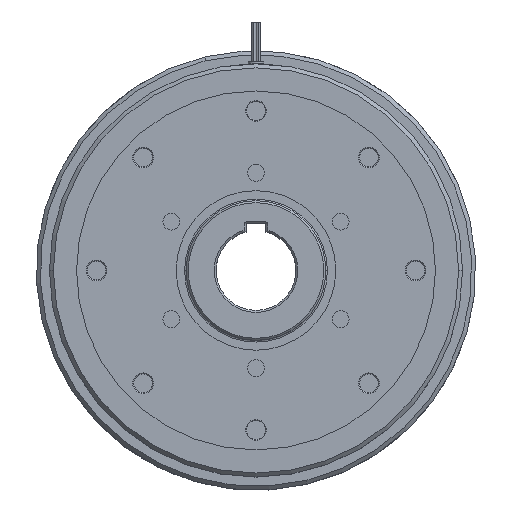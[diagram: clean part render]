
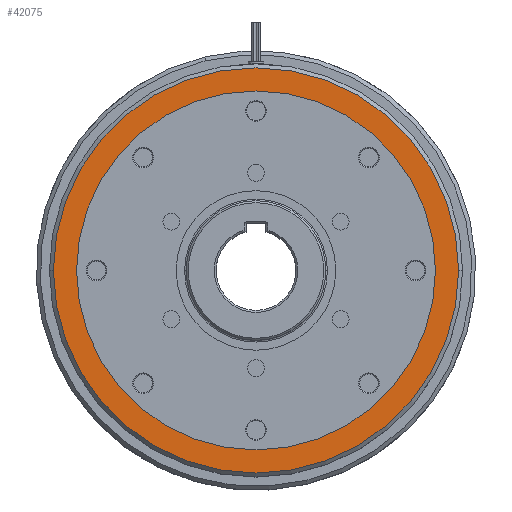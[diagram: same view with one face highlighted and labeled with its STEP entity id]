
A CAD part, top view. The second image highlights one B-rep face of the part: STEP entity #42075.
In plain terms, the highlighted planar face has unit normal (0, 0, 1).
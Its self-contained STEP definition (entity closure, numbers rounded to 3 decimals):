
#35479 = DIRECTION ( 'NONE',  ( 1., 0., 0. ) ) ;
#35481 = DIRECTION ( 'NONE',  ( 0., 0., 1. ) ) ;
#35482 = CARTESIAN_POINT ( 'NONE',  ( 0., 0., 38. ) ) ;
#35484 = AXIS2_PLACEMENT_3D ( 'NONE', #35482, #35481, #35479 ) ;
#35485 = CIRCLE ( 'NONE', #35484, 90. ) ;
#35489 = DIRECTION ( 'NONE',  ( 1., 0., 0. ) ) ;
#35490 = DIRECTION ( 'NONE',  ( 0., 0., 1. ) ) ;
#35492 = CARTESIAN_POINT ( 'NONE',  ( 0., 0., 38. ) ) ;
#35493 = AXIS2_PLACEMENT_3D ( 'NONE', #35492, #35490, #35489 ) ;
#35495 = CIRCLE ( 'NONE', #35493, 101.6 ) ;
#35574 = DIRECTION ( 'NONE',  ( 1., 0., 0. ) ) ;
#35576 = DIRECTION ( 'NONE',  ( 0., 0., 1. ) ) ;
#35577 = CARTESIAN_POINT ( 'NONE',  ( 0., 0., 38. ) ) ;
#35583 = AXIS2_PLACEMENT_3D ( 'NONE', #35577, #35576, #35574 ) ;
#35585 = PLANE ( 'NONE',  #35583 ) ;
#35586 = FACE_BOUND ( 'NONE', #42069, .T. ) ;
#35588 = FACE_OUTER_BOUND ( 'NONE', #42078, .T. ) ;
#38137 = DIRECTION ( 'NONE',  ( 1., 0., 0. ) ) ;
#38139 = DIRECTION ( 'NONE',  ( 0., 0., 1. ) ) ;
#38141 = CARTESIAN_POINT ( 'NONE',  ( 0., 0., 38. ) ) ;
#38142 = AXIS2_PLACEMENT_3D ( 'NONE', #38141, #38139, #38137 ) ;
#38143 = CIRCLE ( 'NONE', #38142, 90. ) ;
#38404 = CARTESIAN_POINT ( 'NONE',  ( -90., 0., 38. ) ) ;
#38419 = CARTESIAN_POINT ( 'NONE',  ( 90., 0., 38. ) ) ;
#38629 = CARTESIAN_POINT ( 'NONE',  ( -101.6, 0., 38. ) ) ;
#38630 = DIRECTION ( 'NONE',  ( 1., 0., 0. ) ) ;
#38632 = DIRECTION ( 'NONE',  ( 0., 0., 1. ) ) ;
#38634 = CARTESIAN_POINT ( 'NONE',  ( 0., 0., 38. ) ) ;
#38635 = AXIS2_PLACEMENT_3D ( 'NONE', #38634, #38632, #38630 ) ;
#38637 = CIRCLE ( 'NONE', #38635, 101.6 ) ;
#38750 = CARTESIAN_POINT ( 'NONE',  ( 101.6, 0., 38. ) ) ;
#42049 = EDGE_CURVE ( 'NONE', #43241, #43258, #35495, .T. ) ;
#42053 = EDGE_CURVE ( 'NONE', #43167, #43157, #35485, .T. ) ;
#42060 = ORIENTED_EDGE ( 'NONE', *, *, #43058, .F. ) ;
#42069 = EDGE_LOOP ( 'NONE', ( #42071, #42060 ) ) ;
#42071 = ORIENTED_EDGE ( 'NONE', *, *, #42053, .F. ) ;
#42074 = ORIENTED_EDGE ( 'NONE', *, *, #43239, .T. ) ;
#42075 = ADVANCED_FACE ( 'NONE', ( #35588, #35586 ), #35585, .T. ) ;
#42078 = EDGE_LOOP ( 'NONE', ( #42083, #42074 ) ) ;
#42083 = ORIENTED_EDGE ( 'NONE', *, *, #42049, .T. ) ;
#43058 = EDGE_CURVE ( 'NONE', #43157, #43167, #38143, .T. ) ;
#43157 = VERTEX_POINT ( 'NONE', #38419 ) ;
#43167 = VERTEX_POINT ( 'NONE', #38404 ) ;
#43239 = EDGE_CURVE ( 'NONE', #43258, #43241, #38637, .T. ) ;
#43241 = VERTEX_POINT ( 'NONE', #38629 ) ;
#43258 = VERTEX_POINT ( 'NONE', #38750 ) ;
